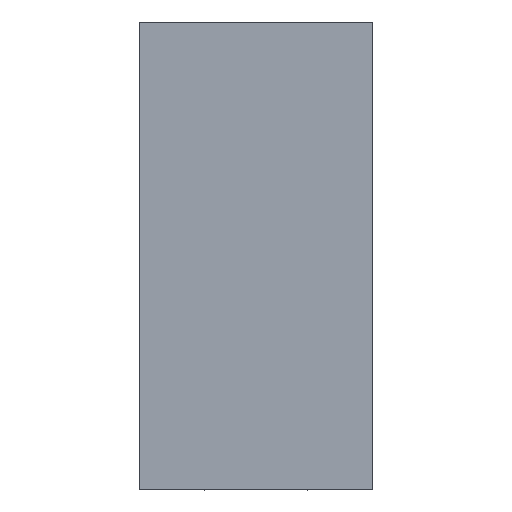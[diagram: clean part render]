
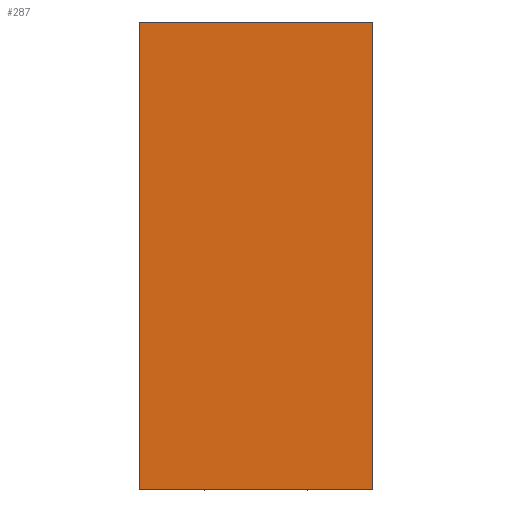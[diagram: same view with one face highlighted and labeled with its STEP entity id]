
A CAD part, top view. The second image highlights one B-rep face of the part: STEP entity #287.
In plain terms, the highlighted planar face has unit normal (0, 0, 1).
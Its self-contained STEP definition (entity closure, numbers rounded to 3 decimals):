
#50=FACE_OUTER_BOUND('',#72,.T.);
#72=EDGE_LOOP('',(#250,#251,#252,#253));
#89=LINE('',#458,#115);
#92=LINE('',#466,#118);
#98=LINE('',#490,#124);
#99=LINE('',#492,#125);
#115=VECTOR('',#366,10.);
#118=VECTOR('',#375,10.);
#124=VECTOR('',#409,10.);
#125=VECTOR('',#412,10.);
#142=VERTEX_POINT('',#455);
#143=VERTEX_POINT('',#457);
#144=VERTEX_POINT('',#463);
#145=VERTEX_POINT('',#465);
#169=EDGE_CURVE('',#142,#143,#89,.T.);
#174=EDGE_CURVE('',#145,#144,#92,.T.);
#184=EDGE_CURVE('',#144,#143,#98,.T.);
#185=EDGE_CURVE('',#145,#142,#99,.T.);
#250=ORIENTED_EDGE('',*,*,#174,.T.);
#251=ORIENTED_EDGE('',*,*,#184,.T.);
#252=ORIENTED_EDGE('',*,*,#169,.F.);
#253=ORIENTED_EDGE('',*,*,#185,.F.);
#269=PLANE('',#329);
#287=ADVANCED_FACE('',(#50),#269,.T.);
#329=AXIS2_PLACEMENT_3D('',#491,#410,#411);
#366=DIRECTION('',(1.,0.,0.));
#375=DIRECTION('',(1.,0.,0.));
#409=DIRECTION('',(0.,1.,0.));
#410=DIRECTION('center_axis',(0.,0.,1.));
#411=DIRECTION('ref_axis',(1.,0.,0.));
#412=DIRECTION('',(0.,1.,0.));
#455=CARTESIAN_POINT('',(-12.5,50.,13.9));
#457=CARTESIAN_POINT('',(12.5,50.,13.9));
#458=CARTESIAN_POINT('',(-12.5,50.,13.9));
#463=CARTESIAN_POINT('',(12.5,0.,13.9));
#465=CARTESIAN_POINT('',(-12.5,0.,13.9));
#466=CARTESIAN_POINT('',(-12.5,0.,13.9));
#490=CARTESIAN_POINT('',(12.5,0.,13.9));
#491=CARTESIAN_POINT('Origin',(-12.5,0.,13.9));
#492=CARTESIAN_POINT('',(-12.5,0.,13.9));
